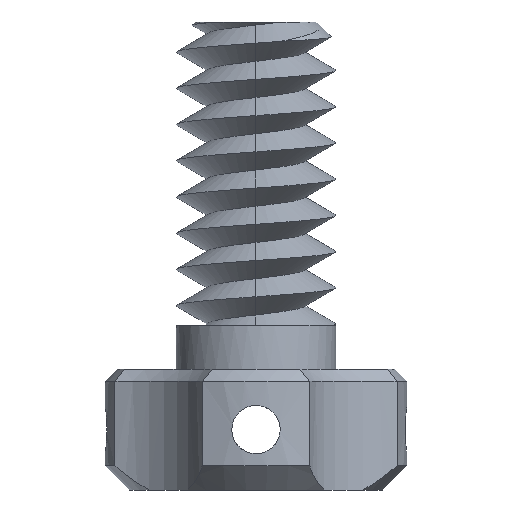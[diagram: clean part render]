
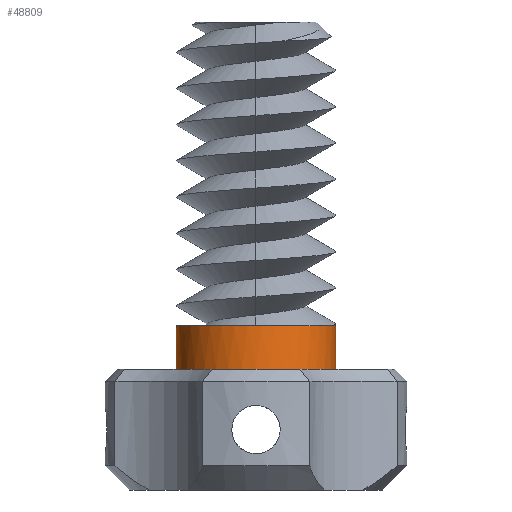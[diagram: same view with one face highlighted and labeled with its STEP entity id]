
A CAD part, front view. The second image highlights one B-rep face of the part: STEP entity #48809.
In plain terms, the highlighted cylindrical face has radius 3.3 mm (diameter 6.6 mm), a full revolution.
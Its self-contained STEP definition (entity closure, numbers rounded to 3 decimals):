
#21 = EDGE_CURVE('',#22,#24,#26,.T.);
#22 = VERTEX_POINT('',#23);
#23 = CARTESIAN_POINT('',(3.3,0.,1.8));
#24 = VERTEX_POINT('',#25);
#25 = CARTESIAN_POINT('',(3.138,-1.02,1.8)
  );
#26 = SURFACE_CURVE('',#27,(#32,#44),.PCURVE_S1.);
#27 = CIRCLE('',#28,3.3);
#28 = AXIS2_PLACEMENT_3D('',#29,#30,#31);
#29 = CARTESIAN_POINT('',(0.,0.,1.8));
#30 = DIRECTION('',(0.,0.,1.));
#31 = DIRECTION('',(1.,0.,0.));
#32 = PCURVE('',#33,#38);
#33 = PLANE('',#34);
#34 = AXIS2_PLACEMENT_3D('',#35,#36,#37);
#35 = CARTESIAN_POINT('',(0.,0.,1.8));
#36 = DIRECTION('',(0.,0.,1.));
#37 = DIRECTION('',(1.,0.,0.));
#38 = DEFINITIONAL_REPRESENTATION('',(#39),#43);
#39 = CIRCLE('',#40,3.3);
#40 = AXIS2_PLACEMENT_2D('',#41,#42);
#41 = CARTESIAN_POINT('',(0.,0.));
#42 = DIRECTION('',(1.,0.));
#43 = ( GEOMETRIC_REPRESENTATION_CONTEXT(2) 
PARAMETRIC_REPRESENTATION_CONTEXT() REPRESENTATION_CONTEXT('2D SPACE',''
  ) );
#44 = PCURVE('',#45,#50);
#45 = CYLINDRICAL_SURFACE('',#46,3.3);
#46 = AXIS2_PLACEMENT_3D('',#47,#48,#49);
#47 = CARTESIAN_POINT('',(0.,0.,0.));
#48 = DIRECTION('',(-0.,-0.,-1.));
#49 = DIRECTION('',(1.,0.,0.));
#50 = DEFINITIONAL_REPRESENTATION('',(#51),#55);
#51 = LINE('',#52,#53);
#52 = CARTESIAN_POINT('',(-0.,-1.8));
#53 = VECTOR('',#54,1.);
#54 = DIRECTION('',(-1.,0.));
#55 = ( GEOMETRIC_REPRESENTATION_CONTEXT(2) 
PARAMETRIC_REPRESENTATION_CONTEXT() REPRESENTATION_CONTEXT('2D SPACE',''
  ) );
#57 = EDGE_CURVE('',#24,#22,#58,.T.);
#58 = SURFACE_CURVE('',#59,(#64,#71),.PCURVE_S1.);
#59 = CIRCLE('',#60,3.3);
#60 = AXIS2_PLACEMENT_3D('',#61,#62,#63);
#61 = CARTESIAN_POINT('',(0.,0.,1.8));
#62 = DIRECTION('',(0.,0.,1.));
#63 = DIRECTION('',(1.,0.,0.));
#64 = PCURVE('',#33,#65);
#65 = DEFINITIONAL_REPRESENTATION('',(#66),#70);
#66 = CIRCLE('',#67,3.3);
#67 = AXIS2_PLACEMENT_2D('',#68,#69);
#68 = CARTESIAN_POINT('',(0.,0.));
#69 = DIRECTION('',(1.,0.));
#70 = ( GEOMETRIC_REPRESENTATION_CONTEXT(2) 
PARAMETRIC_REPRESENTATION_CONTEXT() REPRESENTATION_CONTEXT('2D SPACE',''
  ) );
#71 = PCURVE('',#45,#72);
#72 = DEFINITIONAL_REPRESENTATION('',(#73),#77);
#73 = LINE('',#74,#75);
#74 = CARTESIAN_POINT('',(-0.,-1.8));
#75 = VECTOR('',#76,1.);
#76 = DIRECTION('',(-1.,0.));
#77 = ( GEOMETRIC_REPRESENTATION_CONTEXT(2) 
PARAMETRIC_REPRESENTATION_CONTEXT() REPRESENTATION_CONTEXT('2D SPACE',''
  ) );
#2749 = PLANE('',#2750);
#2750 = AXIS2_PLACEMENT_3D('',#2751,#2752,#2753);
#2751 = CARTESIAN_POINT('',(0.,0.,0.)
  );
#2752 = DIRECTION('',(0.,0.,-1.));
#2753 = DIRECTION('',(1.,0.,0.));
#4885 = EDGE_CURVE('',#4886,#4888,#4890,.T.);
#4886 = VERTEX_POINT('',#4887);
#4887 = CARTESIAN_POINT('',(0.,-3.3,
    0.));
#4888 = VERTEX_POINT('',#4889);
#4889 = CARTESIAN_POINT('',(3.3,0.,0.));
#4890 = SURFACE_CURVE('',#4891,(#4896,#4907),.PCURVE_S1.);
#4891 = CIRCLE('',#4892,3.3);
#4892 = AXIS2_PLACEMENT_3D('',#4893,#4894,#4895);
#4893 = CARTESIAN_POINT('',(0.,0.,0.));
#4894 = DIRECTION('',(0.,0.,1.));
#4895 = DIRECTION('',(1.,0.,0.));
#4896 = PCURVE('',#2749,#4897);
#4897 = DEFINITIONAL_REPRESENTATION('',(#4898),#4906);
#4898 = ( BOUNDED_CURVE() B_SPLINE_CURVE(2,(#4899,#4900,#4901,#4902,
#4903,#4904,#4905),.UNSPECIFIED.,.T.,.F.) B_SPLINE_CURVE_WITH_KNOTS((1,2
    ,2,2,2,1),(-2.094,0.,2.094,4.189,
6.283,8.378),.UNSPECIFIED.) CURVE() 
GEOMETRIC_REPRESENTATION_ITEM() RATIONAL_B_SPLINE_CURVE((1.,0.5,1.,0.5,
1.,0.5,1.)) REPRESENTATION_ITEM('') );
#4899 = CARTESIAN_POINT('',(3.3,0.));
#4900 = CARTESIAN_POINT('',(3.3,-5.716));
#4901 = CARTESIAN_POINT('',(-1.65,-2.858));
#4902 = CARTESIAN_POINT('',(-6.6,0.));
#4903 = CARTESIAN_POINT('',(-1.65,2.858));
#4904 = CARTESIAN_POINT('',(3.3,5.716));
#4905 = CARTESIAN_POINT('',(3.3,0.));
#4906 = ( GEOMETRIC_REPRESENTATION_CONTEXT(2) 
PARAMETRIC_REPRESENTATION_CONTEXT() REPRESENTATION_CONTEXT('2D SPACE',''
  ) );
#4907 = PCURVE('',#45,#4908);
#4908 = DEFINITIONAL_REPRESENTATION('',(#4909),#4913);
#4909 = LINE('',#4910,#4911);
#4910 = CARTESIAN_POINT('',(-0.,0.));
#4911 = VECTOR('',#4912,1.);
#4912 = DIRECTION('',(-1.,0.));
#4913 = ( GEOMETRIC_REPRESENTATION_CONTEXT(2) 
PARAMETRIC_REPRESENTATION_CONTEXT() REPRESENTATION_CONTEXT('2D SPACE',''
  ) );
#4915 = EDGE_CURVE('',#4888,#4886,#4916,.T.);
#4916 = SURFACE_CURVE('',#4917,(#4922,#4933),.PCURVE_S1.);
#4917 = CIRCLE('',#4918,3.3);
#4918 = AXIS2_PLACEMENT_3D('',#4919,#4920,#4921);
#4919 = CARTESIAN_POINT('',(0.,0.,0.));
#4920 = DIRECTION('',(0.,0.,1.));
#4921 = DIRECTION('',(1.,0.,0.));
#4922 = PCURVE('',#2749,#4923);
#4923 = DEFINITIONAL_REPRESENTATION('',(#4924),#4932);
#4924 = ( BOUNDED_CURVE() B_SPLINE_CURVE(2,(#4925,#4926,#4927,#4928,
#4929,#4930,#4931),.UNSPECIFIED.,.T.,.F.) B_SPLINE_CURVE_WITH_KNOTS((1,2
    ,2,2,2,1),(-2.094,0.,2.094,4.189,
6.283,8.378),.UNSPECIFIED.) CURVE() 
GEOMETRIC_REPRESENTATION_ITEM() RATIONAL_B_SPLINE_CURVE((1.,0.5,1.,0.5,
1.,0.5,1.)) REPRESENTATION_ITEM('') );
#4925 = CARTESIAN_POINT('',(3.3,0.));
#4926 = CARTESIAN_POINT('',(3.3,-5.716));
#4927 = CARTESIAN_POINT('',(-1.65,-2.858));
#4928 = CARTESIAN_POINT('',(-6.6,0.));
#4929 = CARTESIAN_POINT('',(-1.65,2.858));
#4930 = CARTESIAN_POINT('',(3.3,5.716));
#4931 = CARTESIAN_POINT('',(3.3,0.));
#4932 = ( GEOMETRIC_REPRESENTATION_CONTEXT(2) 
PARAMETRIC_REPRESENTATION_CONTEXT() REPRESENTATION_CONTEXT('2D SPACE',''
  ) );
#4933 = PCURVE('',#45,#4934);
#4934 = DEFINITIONAL_REPRESENTATION('',(#4935),#4939);
#4935 = LINE('',#4936,#4937);
#4936 = CARTESIAN_POINT('',(-0.,0.));
#4937 = VECTOR('',#4938,1.);
#4938 = DIRECTION('',(-1.,0.));
#4939 = ( GEOMETRIC_REPRESENTATION_CONTEXT(2) 
PARAMETRIC_REPRESENTATION_CONTEXT() REPRESENTATION_CONTEXT('2D SPACE',''
  ) );
#48809 = ADVANCED_FACE('',(#48810),#45,.T.);
#48810 = FACE_BOUND('',#48811,.F.);
#48811 = EDGE_LOOP('',(#48812,#48813,#48833,#48834,#48835,#48836));
#48812 = ORIENTED_EDGE('',*,*,#57,.T.);
#48813 = ORIENTED_EDGE('',*,*,#48814,.T.);
#48814 = EDGE_CURVE('',#22,#4888,#48815,.T.);
#48815 = SEAM_CURVE('',#48816,(#48819,#48826),.PCURVE_S1.);
#48816 = B_SPLINE_CURVE_WITH_KNOTS('',1,(#48817,#48818),.UNSPECIFIED.,
  .F.,.F.,(2,2),(-1.8,0.),.PIECEWISE_BEZIER_KNOTS.);
#48817 = CARTESIAN_POINT('',(3.3,0.,1.8));
#48818 = CARTESIAN_POINT('',(3.3,0.,0.));
#48819 = PCURVE('',#45,#48820);
#48820 = DEFINITIONAL_REPRESENTATION('',(#48821),#48825);
#48821 = LINE('',#48822,#48823);
#48822 = CARTESIAN_POINT('',(-6.283,0.));
#48823 = VECTOR('',#48824,1.);
#48824 = DIRECTION('',(-0.,1.));
#48825 = ( GEOMETRIC_REPRESENTATION_CONTEXT(2) 
PARAMETRIC_REPRESENTATION_CONTEXT() REPRESENTATION_CONTEXT('2D SPACE',''
  ) );
#48826 = PCURVE('',#45,#48827);
#48827 = DEFINITIONAL_REPRESENTATION('',(#48828),#48832);
#48828 = LINE('',#48829,#48830);
#48829 = CARTESIAN_POINT('',(-0.,0.));
#48830 = VECTOR('',#48831,1.);
#48831 = DIRECTION('',(-0.,1.));
#48832 = ( GEOMETRIC_REPRESENTATION_CONTEXT(2) 
PARAMETRIC_REPRESENTATION_CONTEXT() REPRESENTATION_CONTEXT('2D SPACE',''
  ) );
#48833 = ORIENTED_EDGE('',*,*,#4885,.F.);
#48834 = ORIENTED_EDGE('',*,*,#4915,.F.);
#48835 = ORIENTED_EDGE('',*,*,#48814,.F.);
#48836 = ORIENTED_EDGE('',*,*,#21,.T.);
